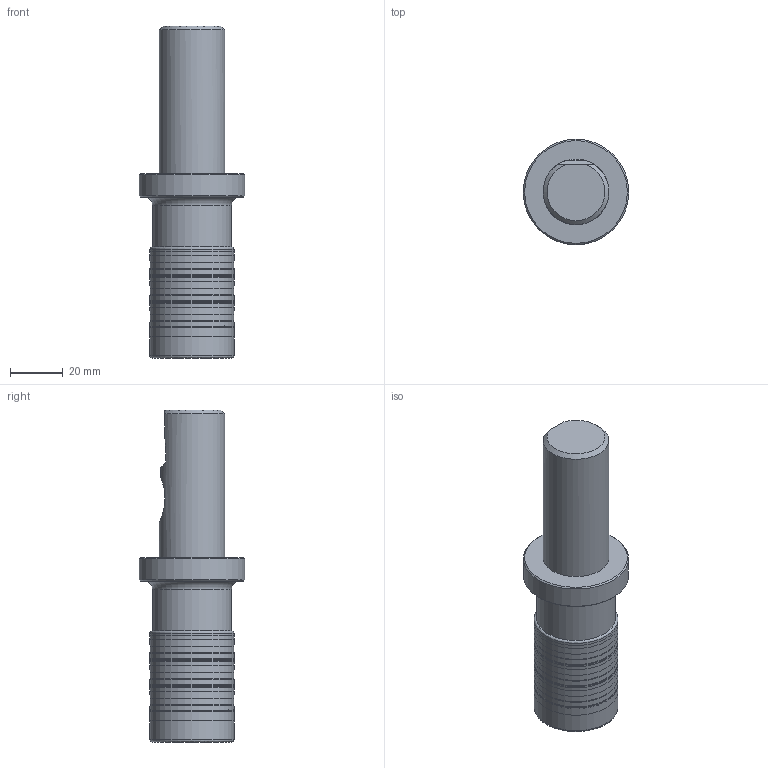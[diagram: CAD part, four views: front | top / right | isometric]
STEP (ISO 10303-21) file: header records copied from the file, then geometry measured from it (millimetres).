
FILE_DESCRIPTION(/* description */ (''),/* implementation_level */ '2;1');
FILE_NAME(/* name */ 'R217.42-2532.3S-041-LNXO.3A_Basic.stp',/* time_stamp */ '2024-02-06T11:16:53+06:00',/* author */ (''),/* organization */ (''),/* preprocessor_version */ 'ST-DEVELOPER v16.7',/* originating_system */ 'SIEMENS PLM Software NX 12.0',/* authorisation */ '');
FILE_SCHEMA (('AUTOMOTIVE_DESIGN { 1 0 10303 214 3 1 1 1 }'));
Length unit declared in the file: millimetre
Products named in the file (5): CUT2; CUT1; NOCUT; ASSEMBLY_CONSTRUCTION; R217.42-2532.3S-041-LNXO.3A_Basic
Assembly tree (6 placements, depth 2):
  R217.42-2532.3S-041-LNXO.3A_Basic
    ASSEMBLY_CONSTRUCTION
    NOCUT
    CUT1
    CUT2  x3
Bounding box: 40 x 40 x 126 mm (x, y, z)
Volume: 108006.9 mm3; surface area: 25038.2 mm2
Topology: 5 solids, 5 shells, 121 faces, 264 edges, 172 vertices
Faces by surface type: revolution 94, plane 10, cone 9, torus 4, cylinder 3, bspline 1
Full cylindrical faces by diameter (mm): 24.994 x1, 30 x1, 40 x1
Entity records: 4013 total; most frequent: CARTESIAN_POINT 1509, DIRECTION 446, ORIENTED_EDGE 262, EDGE_LOOP 234, FACE_BOUND 226, AXIS2_PLACEMENT_3D 172, EDGE_CURVE 131, VERTEX_POINT 125
